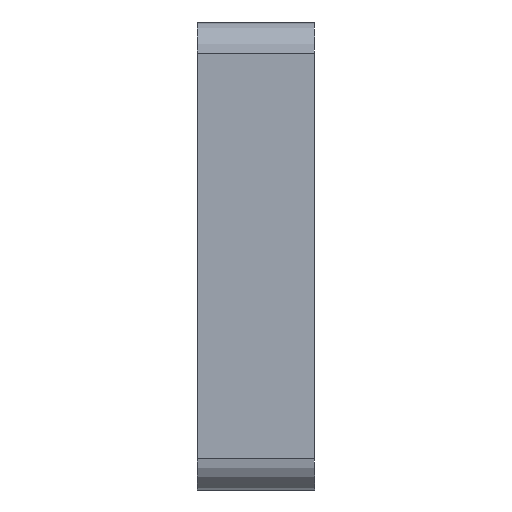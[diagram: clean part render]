
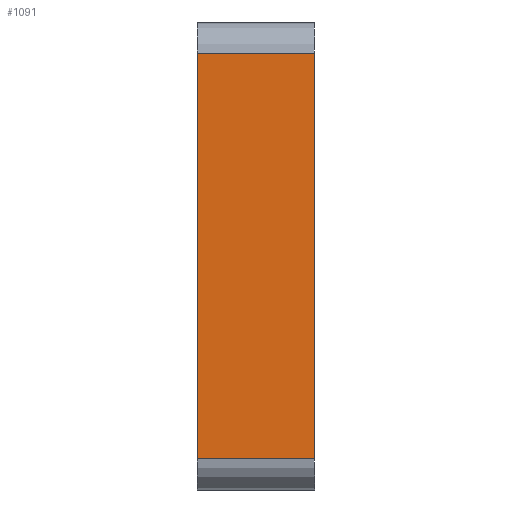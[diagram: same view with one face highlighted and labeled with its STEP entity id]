
A CAD part, front view. The second image highlights one B-rep face of the part: STEP entity #1091.
In plain terms, the highlighted planar face has unit normal (0, -1, 0).
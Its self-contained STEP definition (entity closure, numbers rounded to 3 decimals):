
#1008=CARTESIAN_POINT('Vertex',(3.,-3.,45.431)) ;
#1011=CARTESIAN_POINT('Line Origine',(1.5,-3.,45.431)) ;
#1015=CARTESIAN_POINT('Vertex',(0.,-3.,45.431)) ;
#1061=CARTESIAN_POINT('Axis2P3D Location',(0.,-3.,56.631)) ;
#1066=CARTESIAN_POINT('Line Origine',(0.,-3.,50.631)) ;
#1070=CARTESIAN_POINT('Vertex',(0.,-3.,55.831)) ;
#1073=CARTESIAN_POINT('Line Origine',(3.,-3.,50.631)) ;
#1077=CARTESIAN_POINT('Vertex',(3.,-3.,55.831)) ;
#1080=CARTESIAN_POINT('Line Origine',(1.5,-3.,55.831)) ;
#1012=DIRECTION('Vector Direction',(1.,0.,0.)) ;
#1062=DIRECTION('Axis2P3D Direction',(0.,-1.,0.)) ;
#1063=DIRECTION('Axis2P3D XDirection',(0.,0.,-1.)) ;
#1067=DIRECTION('Vector Direction',(0.,0.,-1.)) ;
#1074=DIRECTION('Vector Direction',(0.,0.,-1.)) ;
#1081=DIRECTION('Vector Direction',(1.,0.,0.)) ;
#1064=AXIS2_PLACEMENT_3D('Plane Axis2P3D',#1061,#1062,#1063) ;
#1086=ORIENTED_EDGE('',*,*,#1072,.T.) ;
#1087=ORIENTED_EDGE('',*,*,#1017,.T.) ;
#1088=ORIENTED_EDGE('',*,*,#1079,.F.) ;
#1089=ORIENTED_EDGE('',*,*,#1084,.F.) ;
#1013=VECTOR('Line Direction',#1012,1.) ;
#1068=VECTOR('Line Direction',#1067,1.) ;
#1075=VECTOR('Line Direction',#1074,1.) ;
#1082=VECTOR('Line Direction',#1081,1.) ;
#1091=ADVANCED_FACE('Corps principal',(#1090),#1065,.T.) ;
#1017=EDGE_CURVE('',#1016,#1009,#1014,.T.) ;
#1072=EDGE_CURVE('',#1071,#1016,#1069,.T.) ;
#1079=EDGE_CURVE('',#1078,#1009,#1076,.T.) ;
#1084=EDGE_CURVE('',#1071,#1078,#1083,.T.) ;
#1085=EDGE_LOOP('',(#1086,#1087,#1088,#1089)) ;
#1090=FACE_OUTER_BOUND('',#1085,.T.) ;
#1014=LINE('Line',#1011,#1013) ;
#1069=LINE('Line',#1066,#1068) ;
#1076=LINE('Line',#1073,#1075) ;
#1083=LINE('Line',#1080,#1082) ;
#1065=PLANE('',#1064) ;
#1009=VERTEX_POINT('',#1008) ;
#1016=VERTEX_POINT('',#1015) ;
#1071=VERTEX_POINT('',#1070) ;
#1078=VERTEX_POINT('',#1077) ;
